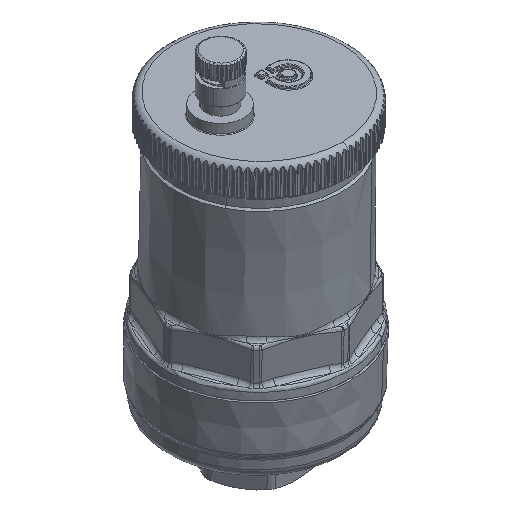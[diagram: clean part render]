
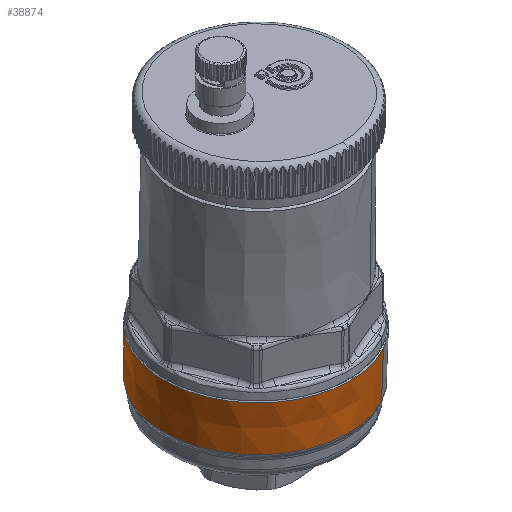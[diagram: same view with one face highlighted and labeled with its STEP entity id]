
A CAD part, isometric view. The second image highlights one B-rep face of the part: STEP entity #38874.
In plain terms, the highlighted conical face has half-angle 1 degrees and reference radius 28.562 mm.
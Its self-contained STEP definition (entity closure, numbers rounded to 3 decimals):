
#38800=CARTESIAN_POINT('Vertex',(-13.816,-25.427,19.779)) ;
#38803=CARTESIAN_POINT('Axis2P3D Location',(0.,-0.14,20.165)) ;
#38807=CARTESIAN_POINT('Vertex',(13.816,-25.427,19.779)) ;
#38827=CARTESIAN_POINT('Vertex',(-13.816,25.148,20.55)) ;
#38830=CARTESIAN_POINT('Axis2P3D Location',(0.,-0.14,20.165)) ;
#38843=CARTESIAN_POINT('Axis2P3D Location',(0.,0.084,5.485)) ;
#38848=CARTESIAN_POINT('Line Origine',(-13.762,25.147,14.118)) ;
#38852=CARTESIAN_POINT('Vertex',(-13.698,25.147,6.472)) ;
#38855=CARTESIAN_POINT('Axis2P3D Location',(0.,0.075,6.09)) ;
#38859=CARTESIAN_POINT('Vertex',(13.698,-24.997,5.707)) ;
#38862=CARTESIAN_POINT('Line Origine',(13.762,-25.231,13.35)) ;
#38850=VECTOR('Line Direction',#38849,1.) ;
#38864=VECTOR('Line Direction',#38863,1.) ;
#38804=DIRECTION('Axis2P3D Direction',(0.,0.015,-1.)) ;
#38831=DIRECTION('Axis2P3D Direction',(0.,0.015,-1.)) ;
#38844=DIRECTION('Axis2P3D Direction',(0.,-0.015,1.)) ;
#38845=DIRECTION('Axis2P3D XDirection',(-0.479,0.877,0.013)) ;
#38849=DIRECTION('Vector Direction',(-0.008,0.,1.)) ;
#38856=DIRECTION('Axis2P3D Direction',(0.,-0.015,1.)) ;
#38863=DIRECTION('Vector Direction',(0.008,-0.031,0.999)) ;
#38805=AXIS2_PLACEMENT_3D('Circle Axis2P3D',#38803,#38804,$) ;
#38832=AXIS2_PLACEMENT_3D('Circle Axis2P3D',#38830,#38831,$) ;
#38846=AXIS2_PLACEMENT_3D('Cone Axis2P3D',#38843,#38844,#38845) ;
#38857=AXIS2_PLACEMENT_3D('Circle Axis2P3D',#38855,#38856,$) ;
#38851=LINE('Line',#38848,#38850) ;
#38865=LINE('Line',#38862,#38864) ;
#38806=CIRCLE('generated circle',#38805,28.818) ;
#38833=CIRCLE('generated circle',#38832,28.818) ;
#38858=CIRCLE('generated circle',#38857,28.573) ;
#38847=CONICAL_SURFACE('Cone',#38846,28.562,0.017) ;
#38809=EDGE_CURVE('',#38801,#38808,#38806,.F.) ;
#38834=EDGE_CURVE('',#38801,#38828,#38833,.T.) ;
#38854=EDGE_CURVE('',#38853,#38828,#38851,.T.) ;
#38861=EDGE_CURVE('',#38853,#38860,#38858,.T.) ;
#38866=EDGE_CURVE('',#38860,#38808,#38865,.T.) ;
#38868=ORIENTED_EDGE('',*,*,#38854,.F.) ;
#38869=ORIENTED_EDGE('',*,*,#38861,.T.) ;
#38870=ORIENTED_EDGE('',*,*,#38866,.T.) ;
#38871=ORIENTED_EDGE('',*,*,#38809,.F.) ;
#38872=ORIENTED_EDGE('',*,*,#38834,.T.) ;
#38867=EDGE_LOOP('',(#38868,#38869,#38870,#38871,#38872)) ;
#38801=VERTEX_POINT('',#38800) ;
#38808=VERTEX_POINT('',#38807) ;
#38828=VERTEX_POINT('',#38827) ;
#38853=VERTEX_POINT('',#38852) ;
#38860=VERTEX_POINT('',#38859) ;
#38874=ADVANCED_FACE('PartBody',(#38873),#38847,.T.) ;
#38873=FACE_OUTER_BOUND('',#38867,.T.) ;
